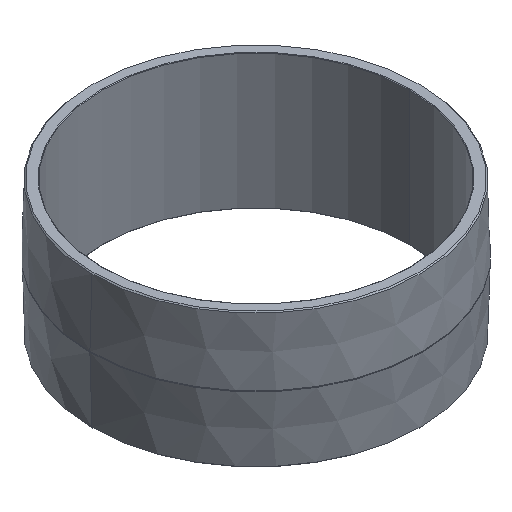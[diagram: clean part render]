
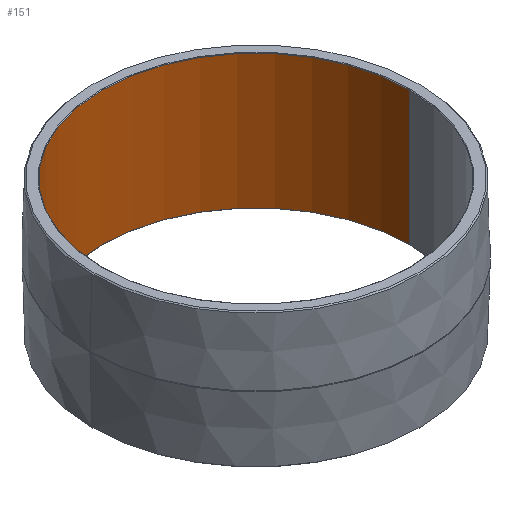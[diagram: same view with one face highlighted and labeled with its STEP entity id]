
A CAD part, isometric view. The second image highlights one B-rep face of the part: STEP entity #151.
In plain terms, the highlighted cylindrical face has radius 101.295 mm (diameter 202.59 mm), a partial arc.
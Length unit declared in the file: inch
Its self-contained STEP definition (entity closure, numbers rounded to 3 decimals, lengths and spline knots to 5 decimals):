
#10 = ORIENTED_EDGE ( 'NONE', *, *, #184, .T. ) ;
#22 = CARTESIAN_POINT ( 'NONE',  ( -3.988, 0., 3.4875 ) ) ;
#28 = LINE ( 'NONE', #423, #192 ) ;
#41 = DIRECTION ( 'NONE',  ( 0., 0., -1. ) ) ;
#46 = AXIS2_PLACEMENT_3D ( 'NONE', #71, #64, #190 ) ;
#64 = DIRECTION ( 'NONE',  ( 0., 0., -1. ) ) ;
#70 = LINE ( 'NONE', #78, #279 ) ;
#71 = CARTESIAN_POINT ( 'NONE',  ( 0., 0., 0.0125 ) ) ;
#75 = DIRECTION ( 'NONE',  ( 0., 0., -1. ) ) ;
#78 = CARTESIAN_POINT ( 'NONE',  ( 3.988, 0., 3.5 ) ) ;
#104 = ORIENTED_EDGE ( 'NONE', *, *, #227, .T. ) ;
#107 = ORIENTED_EDGE ( 'NONE', *, *, #450, .F. ) ;
#121 = CARTESIAN_POINT ( 'NONE',  ( 0., 0., 3.5 ) ) ;
#133 = DIRECTION ( 'NONE',  ( 1., 0., 0. ) ) ;
#151 = ADVANCED_FACE ( 'NONE', ( #340 ), #420, .F. ) ;
#184 = EDGE_CURVE ( 'NONE', #221, #322, #359, .T. ) ;
#190 = DIRECTION ( 'NONE',  ( 1., 0., 0. ) ) ;
#192 = VECTOR ( 'NONE', #41, 39.37008 ) ;
#200 = DIRECTION ( 'NONE',  ( 0., 0., -1. ) ) ;
#202 = CARTESIAN_POINT ( 'NONE',  ( 3.988, 0., 3.4875 ) ) ;
#209 = VERTEX_POINT ( 'NONE', #378 ) ;
#221 = VERTEX_POINT ( 'NONE', #202 ) ;
#227 = EDGE_CURVE ( 'NONE', #322, #209, #28, .T. ) ;
#245 = AXIS2_PLACEMENT_3D ( 'NONE', #465, #336, #133 ) ;
#279 = VECTOR ( 'NONE', #200, 39.37008 ) ;
#303 = EDGE_CURVE ( 'NONE', #209, #358, #484, .T. ) ;
#322 = VERTEX_POINT ( 'NONE', #22 ) ;
#331 = DIRECTION ( 'NONE',  ( -1., 0., 0. ) ) ;
#336 = DIRECTION ( 'NONE',  ( 0., 0., 1. ) ) ;
#340 = FACE_OUTER_BOUND ( 'NONE', #487, .T. ) ;
#351 = AXIS2_PLACEMENT_3D ( 'NONE', #121, #75, #331 ) ;
#358 = VERTEX_POINT ( 'NONE', #370 ) ;
#359 = CIRCLE ( 'NONE', #245, 3.988 ) ;
#370 = CARTESIAN_POINT ( 'NONE',  ( 3.988, 0., 0.0125 ) ) ;
#378 = CARTESIAN_POINT ( 'NONE',  ( -3.988, 0., 0.0125 ) ) ;
#420 = CYLINDRICAL_SURFACE ( 'NONE', #351, 3.988 ) ;
#423 = CARTESIAN_POINT ( 'NONE',  ( -3.988, 0., 3.5 ) ) ;
#450 = EDGE_CURVE ( 'NONE', #221, #358, #70, .T. ) ;
#465 = CARTESIAN_POINT ( 'NONE',  ( 0., 0., 3.4875 ) ) ;
#480 = ORIENTED_EDGE ( 'NONE', *, *, #303, .T. ) ;
#484 = CIRCLE ( 'NONE', #46, 3.988 ) ;
#487 = EDGE_LOOP ( 'NONE', ( #107, #10, #104, #480 ) ) ;
